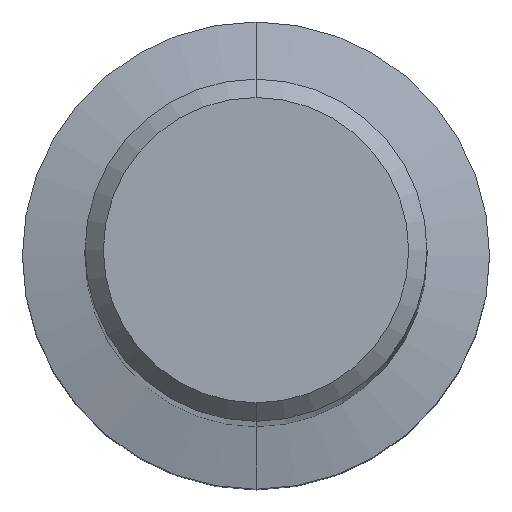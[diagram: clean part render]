
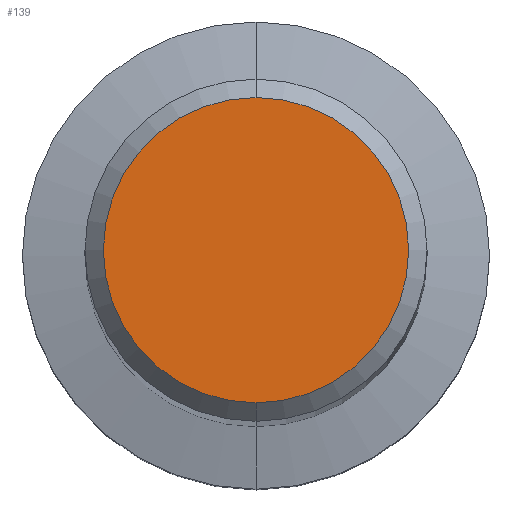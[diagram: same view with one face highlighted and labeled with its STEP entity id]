
A CAD part, top view. The second image highlights one B-rep face of the part: STEP entity #139.
In plain terms, the highlighted planar face has unit normal (0, 0, 1).
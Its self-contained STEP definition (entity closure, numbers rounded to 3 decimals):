
#139=ADVANCED_FACE('',(#339),#340,.T.);
#169=EDGE_CURVE('',#177,#223,#375,.T.);
#177=VERTEX_POINT('',#383);
#203=EDGE_CURVE('',#223,#177,#413,.T.);
#223=VERTEX_POINT('',#436);
#339=FACE_OUTER_BOUND('',#561,.T.);
#340=PLANE('',#562);
#375=CIRCLE('',#598,4.15);
#383=CARTESIAN_POINT('',(0.,-4.15,0.0));
#413=CIRCLE('',#650,4.15);
#436=CARTESIAN_POINT('',(0.0,4.15,0.0));
#561=EDGE_LOOP('',(#819,#820));
#562=AXIS2_PLACEMENT_3D('',#821,#822,#823);
#598=AXIS2_PLACEMENT_3D('',#868,#869,#870);
#650=AXIS2_PLACEMENT_3D('',#913,#914,#915);
#819=ORIENTED_EDGE('',*,*,#203,.F.);
#820=ORIENTED_EDGE('',*,*,#169,.F.);
#821=CARTESIAN_POINT('',(0.0,2.075,0.0));
#822=DIRECTION('',(-0.0,0.0,1.0));
#823=DIRECTION('',(0.0,-1.0,0.0));
#868=CARTESIAN_POINT('',(0.0,0.0,0.0));
#869=DIRECTION('',(0.0,0.0,-1.0));
#870=DIRECTION('',(0.0,1.0,0.0));
#913=CARTESIAN_POINT('',(0.0,0.0,0.0));
#914=DIRECTION('',(0.0,0.0,-1.0));
#915=DIRECTION('',(0.0,1.0,0.0));
